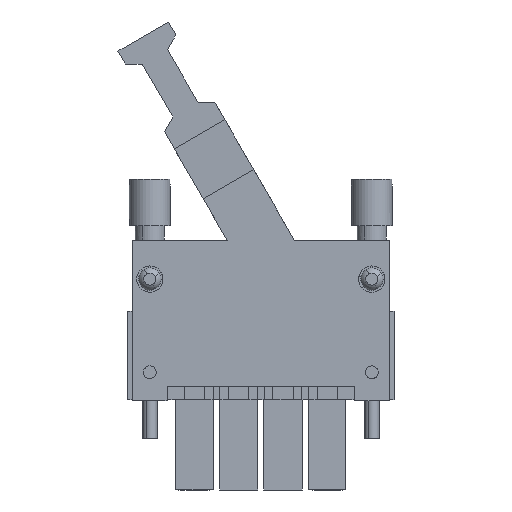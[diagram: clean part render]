
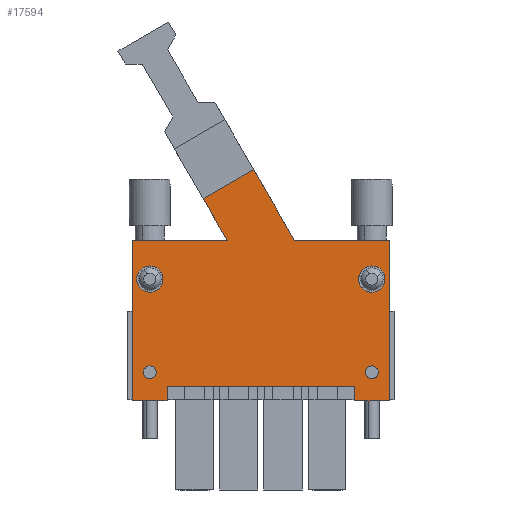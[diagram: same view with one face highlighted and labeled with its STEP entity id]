
A CAD part, front view. The second image highlights one B-rep face of the part: STEP entity #17594.
In plain terms, the highlighted planar face has unit normal (0, -1, 0).
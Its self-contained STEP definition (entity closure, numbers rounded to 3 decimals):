
#17422=AXIS2_PLACEMENT_3D('Plane Axis2P3D',#17419,#17420,#17421) ;
#17524=AXIS2_PLACEMENT_3D('Circle Axis2P3D',#17522,#17523,$) ;
#17533=AXIS2_PLACEMENT_3D('Circle Axis2P3D',#17531,#17532,$) ;
#17542=AXIS2_PLACEMENT_3D('Circle Axis2P3D',#17540,#17541,$) ;
#17551=AXIS2_PLACEMENT_3D('Circle Axis2P3D',#17549,#17550,$) ;
#17560=AXIS2_PLACEMENT_3D('Circle Axis2P3D',#17558,#17559,$) ;
#17569=AXIS2_PLACEMENT_3D('Circle Axis2P3D',#17567,#17568,$) ;
#17578=AXIS2_PLACEMENT_3D('Circle Axis2P3D',#17576,#17577,$) ;
#17587=AXIS2_PLACEMENT_3D('Circle Axis2P3D',#17585,#17586,$) ;
#17419=CARTESIAN_POINT('Axis2P3D Location',(0.,1.6,0.)) ;
#17424=CARTESIAN_POINT('Line Origine',(0.78,1.6,29.1)) ;
#17428=CARTESIAN_POINT('Vertex',(0.78,1.6,42.85)) ;
#17430=CARTESIAN_POINT('Vertex',(0.78,1.6,15.35)) ;
#17433=CARTESIAN_POINT('Line Origine',(3.77,1.6,15.35)) ;
#17437=CARTESIAN_POINT('Vertex',(6.76,1.6,15.35)) ;
#17440=CARTESIAN_POINT('Line Origine',(6.76,1.6,16.575)) ;
#17444=CARTESIAN_POINT('Vertex',(6.76,1.6,17.8)) ;
#17447=CARTESIAN_POINT('Line Origine',(22.861,1.6,17.8)) ;
#17451=CARTESIAN_POINT('Vertex',(38.961,1.6,17.8)) ;
#17454=CARTESIAN_POINT('Line Origine',(38.961,1.6,16.575)) ;
#17458=CARTESIAN_POINT('Vertex',(38.961,1.6,15.35)) ;
#17461=CARTESIAN_POINT('Line Origine',(41.951,1.6,15.35)) ;
#17465=CARTESIAN_POINT('Vertex',(44.941,1.6,15.35)) ;
#17468=CARTESIAN_POINT('Line Origine',(44.941,1.6,29.1)) ;
#17472=CARTESIAN_POINT('Vertex',(44.941,1.6,42.85)) ;
#17475=CARTESIAN_POINT('Line Origine',(36.788,1.6,42.85)) ;
#17479=CARTESIAN_POINT('Vertex',(28.635,1.6,42.85)) ;
#17482=CARTESIAN_POINT('Line Origine',(25.129,1.6,48.924)) ;
#17486=CARTESIAN_POINT('Vertex',(21.622,1.6,54.998)) ;
#17489=CARTESIAN_POINT('Line Origine',(17.291,1.6,52.497)) ;
#17493=CARTESIAN_POINT('Vertex',(12.96,1.6,49.997)) ;
#17496=CARTESIAN_POINT('Line Origine',(15.023,1.6,46.423)) ;
#17500=CARTESIAN_POINT('Vertex',(17.086,1.6,42.85)) ;
#17503=CARTESIAN_POINT('Line Origine',(8.933,1.6,42.85)) ;
#17522=CARTESIAN_POINT('Axis2P3D Location',(3.81,1.6,20.2)) ;
#17526=CARTESIAN_POINT('Vertex',(4.775,1.6,20.727)) ;
#17528=CARTESIAN_POINT('Vertex',(2.845,1.6,19.673)) ;
#17531=CARTESIAN_POINT('Axis2P3D Location',(3.81,1.6,20.2)) ;
#17540=CARTESIAN_POINT('Axis2P3D Location',(3.81,1.6,36.6)) ;
#17544=CARTESIAN_POINT('Vertex',(2.406,1.6,35.833)) ;
#17546=CARTESIAN_POINT('Vertex',(5.214,1.6,37.367)) ;
#17549=CARTESIAN_POINT('Axis2P3D Location',(3.81,1.6,36.6)) ;
#17558=CARTESIAN_POINT('Axis2P3D Location',(41.91,1.6,20.2)) ;
#17562=CARTESIAN_POINT('Vertex',(42.875,1.6,19.673)) ;
#17564=CARTESIAN_POINT('Vertex',(40.945,1.6,20.727)) ;
#17567=CARTESIAN_POINT('Axis2P3D Location',(41.91,1.6,20.2)) ;
#17576=CARTESIAN_POINT('Axis2P3D Location',(41.91,1.6,36.6)) ;
#17580=CARTESIAN_POINT('Vertex',(40.506,1.6,37.367)) ;
#17582=CARTESIAN_POINT('Vertex',(43.314,1.6,35.833)) ;
#17585=CARTESIAN_POINT('Axis2P3D Location',(41.91,1.6,36.6)) ;
#17420=DIRECTION('Axis2P3D Direction',(0.,-1.,0.)) ;
#17421=DIRECTION('Axis2P3D XDirection',(1.,0.,0.)) ;
#17425=DIRECTION('Vector Direction',(0.,0.,-1.)) ;
#17434=DIRECTION('Vector Direction',(-1.,0.,0.)) ;
#17441=DIRECTION('Vector Direction',(0.,0.,1.)) ;
#17448=DIRECTION('Vector Direction',(1.,0.,0.)) ;
#17455=DIRECTION('Vector Direction',(0.,0.,-1.)) ;
#17462=DIRECTION('Vector Direction',(-1.,0.,0.)) ;
#17469=DIRECTION('Vector Direction',(0.,0.,1.)) ;
#17476=DIRECTION('Vector Direction',(1.,0.,0.)) ;
#17483=DIRECTION('Vector Direction',(0.5,0.,-0.866)) ;
#17490=DIRECTION('Vector Direction',(0.866,0.,0.5)) ;
#17497=DIRECTION('Vector Direction',(0.5,0.,-0.866)) ;
#17504=DIRECTION('Vector Direction',(1.,0.,0.)) ;
#17523=DIRECTION('Axis2P3D Direction',(0.,-1.,0.)) ;
#17532=DIRECTION('Axis2P3D Direction',(0.,-1.,0.)) ;
#17541=DIRECTION('Axis2P3D Direction',(0.,-1.,0.)) ;
#17550=DIRECTION('Axis2P3D Direction',(0.,-1.,0.)) ;
#17559=DIRECTION('Axis2P3D Direction',(0.,-1.,0.)) ;
#17568=DIRECTION('Axis2P3D Direction',(0.,-1.,0.)) ;
#17577=DIRECTION('Axis2P3D Direction',(0.,-1.,0.)) ;
#17586=DIRECTION('Axis2P3D Direction',(0.,-1.,0.)) ;
#17426=VECTOR('Line Direction',#17425,1.) ;
#17435=VECTOR('Line Direction',#17434,1.) ;
#17442=VECTOR('Line Direction',#17441,1.) ;
#17449=VECTOR('Line Direction',#17448,1.) ;
#17456=VECTOR('Line Direction',#17455,1.) ;
#17463=VECTOR('Line Direction',#17462,1.) ;
#17470=VECTOR('Line Direction',#17469,1.) ;
#17477=VECTOR('Line Direction',#17476,1.) ;
#17484=VECTOR('Line Direction',#17483,1.) ;
#17491=VECTOR('Line Direction',#17490,1.) ;
#17498=VECTOR('Line Direction',#17497,1.) ;
#17505=VECTOR('Line Direction',#17504,1.) ;
#17509=ORIENTED_EDGE('',*,*,#17432,.T.) ;
#17510=ORIENTED_EDGE('',*,*,#17439,.T.) ;
#17511=ORIENTED_EDGE('',*,*,#17446,.T.) ;
#17512=ORIENTED_EDGE('',*,*,#17453,.T.) ;
#17513=ORIENTED_EDGE('',*,*,#17460,.T.) ;
#17514=ORIENTED_EDGE('',*,*,#17467,.T.) ;
#17515=ORIENTED_EDGE('',*,*,#17474,.T.) ;
#17516=ORIENTED_EDGE('',*,*,#17481,.T.) ;
#17517=ORIENTED_EDGE('',*,*,#17488,.F.) ;
#17518=ORIENTED_EDGE('',*,*,#17495,.F.) ;
#17519=ORIENTED_EDGE('',*,*,#17502,.F.) ;
#17520=ORIENTED_EDGE('',*,*,#17507,.T.) ;
#17537=ORIENTED_EDGE('',*,*,#17530,.F.) ;
#17538=ORIENTED_EDGE('',*,*,#17535,.F.) ;
#17555=ORIENTED_EDGE('',*,*,#17548,.F.) ;
#17556=ORIENTED_EDGE('',*,*,#17553,.F.) ;
#17573=ORIENTED_EDGE('',*,*,#17566,.F.) ;
#17574=ORIENTED_EDGE('',*,*,#17571,.F.) ;
#17591=ORIENTED_EDGE('',*,*,#17584,.F.) ;
#17592=ORIENTED_EDGE('',*,*,#17589,.F.) ;
#17539=FACE_BOUND('',#17536,.T.) ;
#17557=FACE_BOUND('',#17554,.T.) ;
#17575=FACE_BOUND('',#17572,.T.) ;
#17593=FACE_BOUND('',#17590,.T.) ;
#17594=ADVANCED_FACE('42957_SIBL BVZ(F)7.62HP-04_200 GB',(#17521,#17539,#17557,#17575,#17593),#17423,.T.) ;
#17525=CIRCLE('generated circle',#17524,1.1) ;
#17534=CIRCLE('generated circle',#17533,1.1) ;
#17543=CIRCLE('generated circle',#17542,1.6) ;
#17552=CIRCLE('generated circle',#17551,1.6) ;
#17561=CIRCLE('generated circle',#17560,1.1) ;
#17570=CIRCLE('generated circle',#17569,1.1) ;
#17579=CIRCLE('generated circle',#17578,1.6) ;
#17588=CIRCLE('generated circle',#17587,1.6) ;
#17432=EDGE_CURVE('',#17429,#17431,#17427,.T.) ;
#17439=EDGE_CURVE('',#17431,#17438,#17436,.F.) ;
#17446=EDGE_CURVE('',#17438,#17445,#17443,.T.) ;
#17453=EDGE_CURVE('',#17445,#17452,#17450,.T.) ;
#17460=EDGE_CURVE('',#17452,#17459,#17457,.T.) ;
#17467=EDGE_CURVE('',#17459,#17466,#17464,.F.) ;
#17474=EDGE_CURVE('',#17466,#17473,#17471,.T.) ;
#17481=EDGE_CURVE('',#17473,#17480,#17478,.F.) ;
#17488=EDGE_CURVE('',#17487,#17480,#17485,.T.) ;
#17495=EDGE_CURVE('',#17494,#17487,#17492,.T.) ;
#17502=EDGE_CURVE('',#17501,#17494,#17499,.F.) ;
#17507=EDGE_CURVE('',#17501,#17429,#17506,.F.) ;
#17530=EDGE_CURVE('',#17527,#17529,#17525,.T.) ;
#17535=EDGE_CURVE('',#17529,#17527,#17534,.T.) ;
#17548=EDGE_CURVE('',#17545,#17547,#17543,.T.) ;
#17553=EDGE_CURVE('',#17547,#17545,#17552,.T.) ;
#17566=EDGE_CURVE('',#17563,#17565,#17561,.T.) ;
#17571=EDGE_CURVE('',#17565,#17563,#17570,.T.) ;
#17584=EDGE_CURVE('',#17581,#17583,#17579,.T.) ;
#17589=EDGE_CURVE('',#17583,#17581,#17588,.T.) ;
#17508=EDGE_LOOP('',(#17509,#17510,#17511,#17512,#17513,#17514,#17515,#17516,#17517,#17518,#17519,#17520)) ;
#17536=EDGE_LOOP('',(#17537,#17538)) ;
#17554=EDGE_LOOP('',(#17555,#17556)) ;
#17572=EDGE_LOOP('',(#17573,#17574)) ;
#17590=EDGE_LOOP('',(#17591,#17592)) ;
#17521=FACE_OUTER_BOUND('',#17508,.T.) ;
#17427=LINE('Line',#17424,#17426) ;
#17436=LINE('Line',#17433,#17435) ;
#17443=LINE('Line',#17440,#17442) ;
#17450=LINE('Line',#17447,#17449) ;
#17457=LINE('Line',#17454,#17456) ;
#17464=LINE('Line',#17461,#17463) ;
#17471=LINE('Line',#17468,#17470) ;
#17478=LINE('Line',#17475,#17477) ;
#17485=LINE('Line',#17482,#17484) ;
#17492=LINE('Line',#17489,#17491) ;
#17499=LINE('Line',#17496,#17498) ;
#17506=LINE('Line',#17503,#17505) ;
#17423=PLANE('',#17422) ;
#17429=VERTEX_POINT('',#17428) ;
#17431=VERTEX_POINT('',#17430) ;
#17438=VERTEX_POINT('',#17437) ;
#17445=VERTEX_POINT('',#17444) ;
#17452=VERTEX_POINT('',#17451) ;
#17459=VERTEX_POINT('',#17458) ;
#17466=VERTEX_POINT('',#17465) ;
#17473=VERTEX_POINT('',#17472) ;
#17480=VERTEX_POINT('',#17479) ;
#17487=VERTEX_POINT('',#17486) ;
#17494=VERTEX_POINT('',#17493) ;
#17501=VERTEX_POINT('',#17500) ;
#17527=VERTEX_POINT('',#17526) ;
#17529=VERTEX_POINT('',#17528) ;
#17545=VERTEX_POINT('',#17544) ;
#17547=VERTEX_POINT('',#17546) ;
#17563=VERTEX_POINT('',#17562) ;
#17565=VERTEX_POINT('',#17564) ;
#17581=VERTEX_POINT('',#17580) ;
#17583=VERTEX_POINT('',#17582) ;
